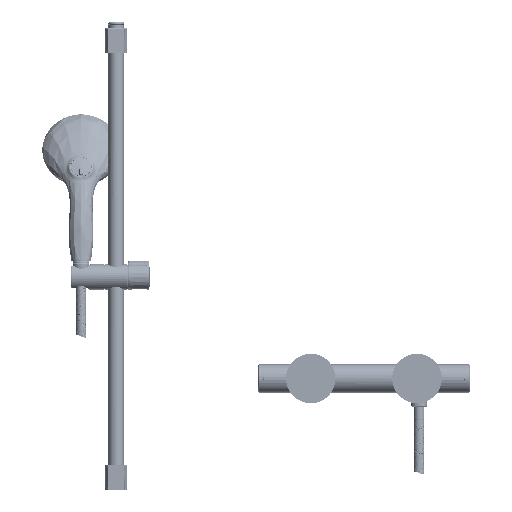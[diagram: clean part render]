
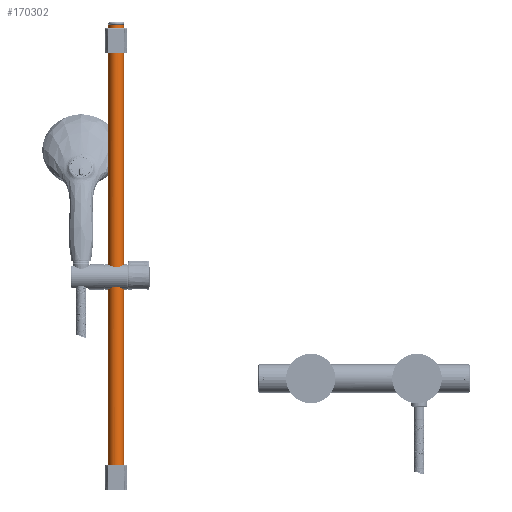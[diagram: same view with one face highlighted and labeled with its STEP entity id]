
A CAD part, left-side view. The second image highlights one B-rep face of the part: STEP entity #170302.
In plain terms, the highlighted cylindrical face has radius 11 mm (diameter 22 mm), a full revolution.
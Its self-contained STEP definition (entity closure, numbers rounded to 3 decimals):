
#10406=LINE('',#409665,#13830);
#10407=LINE('',#409670,#13831);
#13830=VECTOR('',#215578,1000.);
#13831=VECTOR('',#215581,1000.);
#25184=B_SPLINE_CURVE_WITH_KNOTS('',3,(#409672,#409673,#409674,#409675,
#409676,#409677,#409678),.UNSPECIFIED.,.F.,.F.,(4,1,1,1,4),(0.,0.002,
0.003,0.005,0.007),
 .UNSPECIFIED.);
#25185=B_SPLINE_CURVE_WITH_KNOTS('',3,(#409679,#409680,#409681,#409682,
#409683,#409684,#409685,#409686,#409687,#409688,#409689),.UNSPECIFIED.,
 .T.,.F.,(1,1,1,1,1,1,1,1,1,1,1,1,1,1,1),(-0.005,-0.003,
-0.002,0.,0.002,0.003,0.005,
0.007,0.008,0.01,0.012,
0.013,0.015,0.017,0.019),
 .UNSPECIFIED.);
#73978=ORIENTED_EDGE('',*,*,#96996,.F.);
#73979=ORIENTED_EDGE('',*,*,#96997,.F.);
#73980=ORIENTED_EDGE('',*,*,#96998,.F.);
#73981=ORIENTED_EDGE('',*,*,#96999,.F.);
#73982=ORIENTED_EDGE('',*,*,#97000,.F.);
#73983=ORIENTED_EDGE('',*,*,#97001,.T.);
#96996=EDGE_CURVE('',#110931,#110932,#10406,.F.);
#96997=EDGE_CURVE('',#110933,#110931,#118648,.T.);
#96998=EDGE_CURVE('',#110934,#110933,#10407,.T.);
#96999=EDGE_CURVE('',#110932,#110934,#25184,.T.);
#97000=EDGE_CURVE('',#110935,#110935,#25185,.T.);
#97001=EDGE_CURVE('',#110936,#110936,#118649,.T.);
#110931=VERTEX_POINT('',#409666);
#110932=VERTEX_POINT('',#409667);
#110933=VERTEX_POINT('',#409669);
#110934=VERTEX_POINT('',#409671);
#110935=VERTEX_POINT('',#409690);
#110936=VERTEX_POINT('',#409692);
#118648=CIRCLE('',#184306,11.);
#118649=CIRCLE('',#184307,11.);
#130950=EDGE_LOOP('',(#73978,#73979,#73980,#73981));
#130951=EDGE_LOOP('',(#73982));
#130952=EDGE_LOOP('',(#73983));
#143261=FACE_BOUND('',#130950,.T.);
#143262=FACE_BOUND('',#130951,.T.);
#143263=FACE_BOUND('',#130952,.T.);
#145077=CYLINDRICAL_SURFACE('',#184305,11.);
#170302=ADVANCED_FACE('',(#143261,#143262,#143263),#145077,.T.);
#184305=AXIS2_PLACEMENT_3D('',#409664,#215576,#215577);
#184306=AXIS2_PLACEMENT_3D('',#409668,#215579,#215580);
#184307=AXIS2_PLACEMENT_3D('',#409691,#215582,#215583);
#215576=DIRECTION('',(0.,0.,-1.));
#215577=DIRECTION('',(0.,-1.,0.));
#215578=DIRECTION('',(0.,0.,-1.));
#215579=DIRECTION('',(0.,0.,-1.));
#215580=DIRECTION('',(0.,1.,0.));
#215581=DIRECTION('',(0.,0.,-1.));
#215582=DIRECTION('',(0.,0.,-1.));
#215583=DIRECTION('',(0.,1.,0.));
#409664=CARTESIAN_POINT('',(-9.623,-62.223,640.1));
#409665=CARTESIAN_POINT('',(-20.411,-64.373,640.1));
#409666=CARTESIAN_POINT('',(-20.411,-64.373,7.1));
#409667=CARTESIAN_POINT('',(-20.411,-64.373,12.));
#409668=CARTESIAN_POINT('',(-9.623,-62.223,7.1));
#409669=CARTESIAN_POINT('',(-20.411,-60.073,7.1));
#409670=CARTESIAN_POINT('',(-20.411,-60.073,640.1));
#409671=CARTESIAN_POINT('',(-20.411,-60.073,12.));
#409672=CARTESIAN_POINT('',(-20.411,-64.373,12.));
#409673=CARTESIAN_POINT('',(-20.411,-64.373,12.57));
#409674=CARTESIAN_POINT('',(-20.518,-63.907,13.681));
#409675=CARTESIAN_POINT('',(-20.675,-62.225,14.384));
#409676=CARTESIAN_POINT('',(-20.518,-60.539,13.682));
#409677=CARTESIAN_POINT('',(-20.411,-60.073,12.57));
#409678=CARTESIAN_POINT('',(-20.411,-60.073,12.));
#409679=CARTESIAN_POINT('',(1.272,-60.536,13.683));
#409680=CARTESIAN_POINT('',(1.43,-62.223,14.383));
#409681=CARTESIAN_POINT('',(1.272,-63.908,13.684));
#409682=CARTESIAN_POINT('',(1.111,-64.605,12.002));
#409683=CARTESIAN_POINT('',(1.272,-63.908,10.315));
#409684=CARTESIAN_POINT('',(1.429,-62.224,9.618));
#409685=CARTESIAN_POINT('',(1.272,-60.54,10.314));
#409686=CARTESIAN_POINT('',(1.111,-59.84,11.998));
#409687=CARTESIAN_POINT('',(1.272,-60.536,13.683));
#409688=CARTESIAN_POINT('',(1.43,-62.223,14.383));
#409689=CARTESIAN_POINT('',(1.272,-63.908,13.684));
#409690=CARTESIAN_POINT('',(1.377,-62.223,14.15));
#409691=CARTESIAN_POINT('',(-9.623,-62.223,640.1));
#409692=CARTESIAN_POINT('',(-9.623,-51.223,640.1));
